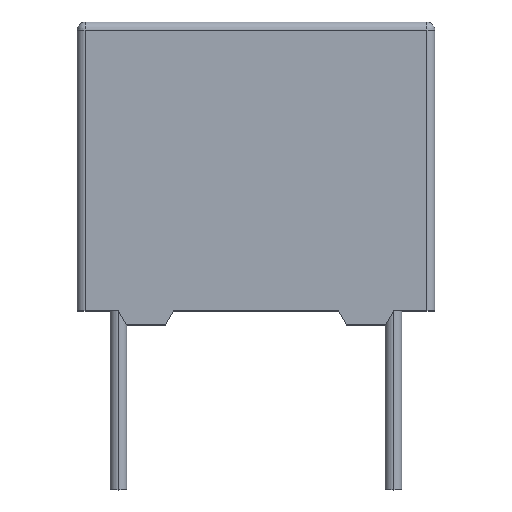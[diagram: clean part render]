
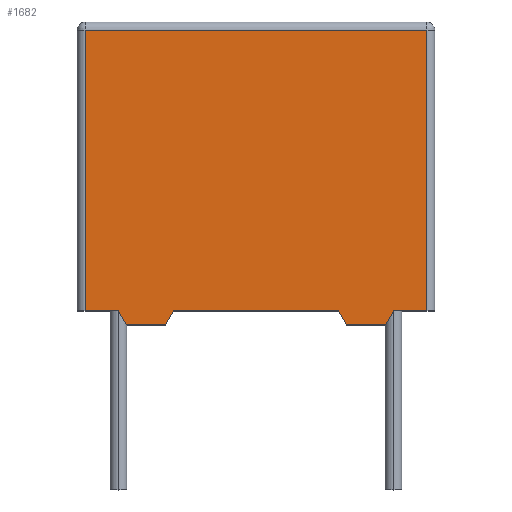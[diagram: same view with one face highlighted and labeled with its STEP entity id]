
A CAD part, top view. The second image highlights one B-rep face of the part: STEP entity #1682.
In plain terms, the highlighted planar face has unit normal (0, 0, 1).
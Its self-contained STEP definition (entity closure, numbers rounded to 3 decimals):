
#5 = CARTESIAN_POINT ( 'NONE',  ( 0., 4.95, 3. ) ) ;
#14 = VERTEX_POINT ( 'NONE', #191 ) ;
#22 = EDGE_CURVE ( 'NONE', #1385, #492, #1887, .T. ) ;
#26 = ORIENTED_EDGE ( 'NONE', *, *, #1247, .F. ) ;
#101 = CARTESIAN_POINT ( 'NONE',  ( -5., -5.25, 3. ) ) ;
#104 = DIRECTION ( 'NONE',  ( 1., 0., 0. ) ) ;
#107 = DIRECTION ( 'NONE',  ( 0., 0., 1. ) ) ;
#121 = LINE ( 'NONE', #1493, #929 ) ;
#165 = DIRECTION ( 'NONE',  ( -1., 0., 0. ) ) ;
#178 = VECTOR ( 'NONE', #966, 1000. ) ;
#191 = CARTESIAN_POINT ( 'NONE',  ( 6.2, 4.95, 3. ) ) ;
#223 = CARTESIAN_POINT ( 'NONE',  ( -4.711, -5.75, 3. ) ) ;
#285 = VECTOR ( 'NONE', #104, 1000. ) ;
#328 = EDGE_CURVE ( 'NONE', #786, #1088, #1658, .T. ) ;
#338 = DIRECTION ( 'NONE',  ( 0.5, -0.866, 0. ) ) ;
#341 = VERTEX_POINT ( 'NONE', #1494 ) ;
#372 = LINE ( 'NONE', #5, #983 ) ;
#413 = CARTESIAN_POINT ( 'NONE',  ( 4.711, -5.75, 3. ) ) ;
#492 = VERTEX_POINT ( 'NONE', #1415 ) ;
#496 = ORIENTED_EDGE ( 'NONE', *, *, #1116, .T. ) ;
#497 = EDGE_CURVE ( 'NONE', #1894, #730, #1457, .T. ) ;
#541 = CARTESIAN_POINT ( 'NONE',  ( 6.2, 0., 3. ) ) ;
#565 = LINE ( 'NONE', #1271, #285 ) ;
#567 = ORIENTED_EDGE ( 'NONE', *, *, #1742, .T. ) ;
#613 = LINE ( 'NONE', #541, #178 ) ;
#633 = VECTOR ( 'NONE', #1234, 1000. ) ;
#717 = DIRECTION ( 'NONE',  ( -0.5, -0.866, 0. ) ) ;
#730 = VERTEX_POINT ( 'NONE', #799 ) ;
#732 = EDGE_LOOP ( 'NONE', ( #1528, #496, #1324, #1839, #1531, #742, #893, #1342, #1044, #26, #567, #1192 ) ) ;
#742 = ORIENTED_EDGE ( 'NONE', *, *, #1260, .T. ) ;
#757 = DIRECTION ( 'NONE',  ( 0.5, 0.866, 0. ) ) ;
#773 = VERTEX_POINT ( 'NONE', #1535 ) ;
#786 = VERTEX_POINT ( 'NONE', #1236 ) ;
#794 = LINE ( 'NONE', #1201, #1293 ) ;
#798 = VECTOR ( 'NONE', #1605, 1000. ) ;
#799 = CARTESIAN_POINT ( 'NONE',  ( -3.289, -5.75, 3. ) ) ;
#879 = CARTESIAN_POINT ( 'NONE',  ( 5., -5.25, 3. ) ) ;
#893 = ORIENTED_EDGE ( 'NONE', *, *, #328, .T. ) ;
#901 = LINE ( 'NONE', #1300, #1689 ) ;
#929 = VECTOR ( 'NONE', #338, 1000. ) ;
#966 = DIRECTION ( 'NONE',  ( 0., 1., 0. ) ) ;
#970 = DIRECTION ( 'NONE',  ( 1., 0., 0. ) ) ;
#983 = VECTOR ( 'NONE', #165, 1000. ) ;
#1012 = CARTESIAN_POINT ( 'NONE',  ( -6.5, -5.25, 3. ) ) ;
#1017 = EDGE_CURVE ( 'NONE', #14, #341, #372, .T. ) ;
#1044 = ORIENTED_EDGE ( 'NONE', *, *, #22, .F. ) ;
#1088 = VERTEX_POINT ( 'NONE', #1788 ) ;
#1116 = EDGE_CURVE ( 'NONE', #341, #773, #1624, .T. ) ;
#1122 = PLANE ( 'NONE',  #1633 ) ;
#1171 = EDGE_CURVE ( 'NONE', #1670, #1894, #121, .T. ) ;
#1178 = EDGE_CURVE ( 'NONE', #773, #1670, #1737, .T. ) ;
#1192 = ORIENTED_EDGE ( 'NONE', *, *, #1774, .T. ) ;
#1201 = CARTESIAN_POINT ( 'NONE',  ( -3., -5.25, 3. ) ) ;
#1232 = EDGE_CURVE ( 'NONE', #492, #1088, #1526, .T. ) ;
#1234 = DIRECTION ( 'NONE',  ( 1., 0., 0. ) ) ;
#1236 = CARTESIAN_POINT ( 'NONE',  ( -3., -5.25, 3. ) ) ;
#1238 = DIRECTION ( 'NONE',  ( 1., 0., 0. ) ) ;
#1247 = EDGE_CURVE ( 'NONE', #1444, #1385, #901, .T. ) ;
#1260 = EDGE_CURVE ( 'NONE', #730, #786, #794, .T. ) ;
#1271 = CARTESIAN_POINT ( 'NONE',  ( -6.5, -5.25, 3. ) ) ;
#1286 = VERTEX_POINT ( 'NONE', #1347 ) ;
#1293 = VECTOR ( 'NONE', #757, 1000. ) ;
#1300 = CARTESIAN_POINT ( 'NONE',  ( 5., -5.25, 3. ) ) ;
#1306 = CARTESIAN_POINT ( 'NONE',  ( -6.2, 0., 3. ) ) ;
#1324 = ORIENTED_EDGE ( 'NONE', *, *, #1178, .T. ) ;
#1330 = DIRECTION ( 'NONE',  ( -0.5, 0.866, 0. ) ) ;
#1336 = CARTESIAN_POINT ( 'NONE',  ( -4.711, -5.75, 3. ) ) ;
#1342 = ORIENTED_EDGE ( 'NONE', *, *, #1232, .F. ) ;
#1347 = CARTESIAN_POINT ( 'NONE',  ( 6.2, -5.25, 3. ) ) ;
#1353 = CARTESIAN_POINT ( 'NONE',  ( 4.711, -5.75, 3. ) ) ;
#1366 = DIRECTION ( 'NONE',  ( -1., 0., 0. ) ) ;
#1385 = VERTEX_POINT ( 'NONE', #413 ) ;
#1415 = CARTESIAN_POINT ( 'NONE',  ( 3.289, -5.75, 3. ) ) ;
#1423 = CARTESIAN_POINT ( 'NONE',  ( 0., 0., 3. ) ) ;
#1444 = VERTEX_POINT ( 'NONE', #879 ) ;
#1457 = LINE ( 'NONE', #223, #1710 ) ;
#1493 = CARTESIAN_POINT ( 'NONE',  ( -5., -5.25, 3. ) ) ;
#1494 = CARTESIAN_POINT ( 'NONE',  ( -6.2, 4.95, 3. ) ) ;
#1526 = LINE ( 'NONE', #1599, #1883 ) ;
#1528 = ORIENTED_EDGE ( 'NONE', *, *, #1017, .T. ) ;
#1531 = ORIENTED_EDGE ( 'NONE', *, *, #497, .T. ) ;
#1535 = CARTESIAN_POINT ( 'NONE',  ( -6.2, -5.25, 3. ) ) ;
#1539 = DIRECTION ( 'NONE',  ( 1., 0., 0. ) ) ;
#1599 = CARTESIAN_POINT ( 'NONE',  ( 3., -5.25, 3. ) ) ;
#1605 = DIRECTION ( 'NONE',  ( 0., -1., 0. ) ) ;
#1616 = FACE_OUTER_BOUND ( 'NONE', #732, .T. ) ;
#1624 = LINE ( 'NONE', #1306, #798 ) ;
#1633 = AXIS2_PLACEMENT_3D ( 'NONE', #1423, #107, #1238 ) ;
#1652 = CARTESIAN_POINT ( 'NONE',  ( -6.5, -5.25, 3. ) ) ;
#1658 = LINE ( 'NONE', #1012, #633 ) ;
#1670 = VERTEX_POINT ( 'NONE', #101 ) ;
#1682 = ADVANCED_FACE ( 'NONE', ( #1616 ), #1122, .T. ) ;
#1689 = VECTOR ( 'NONE', #717, 1000. ) ;
#1710 = VECTOR ( 'NONE', #1539, 1000. ) ;
#1737 = LINE ( 'NONE', #1652, #1844 ) ;
#1742 = EDGE_CURVE ( 'NONE', #1444, #1286, #565, .T. ) ;
#1774 = EDGE_CURVE ( 'NONE', #1286, #14, #613, .T. ) ;
#1788 = CARTESIAN_POINT ( 'NONE',  ( 3., -5.25, 3. ) ) ;
#1839 = ORIENTED_EDGE ( 'NONE', *, *, #1171, .T. ) ;
#1844 = VECTOR ( 'NONE', #970, 1000. ) ;
#1845 = VECTOR ( 'NONE', #1366, 1000. ) ;
#1883 = VECTOR ( 'NONE', #1330, 1000. ) ;
#1887 = LINE ( 'NONE', #1353, #1845 ) ;
#1894 = VERTEX_POINT ( 'NONE', #1336 ) ;
